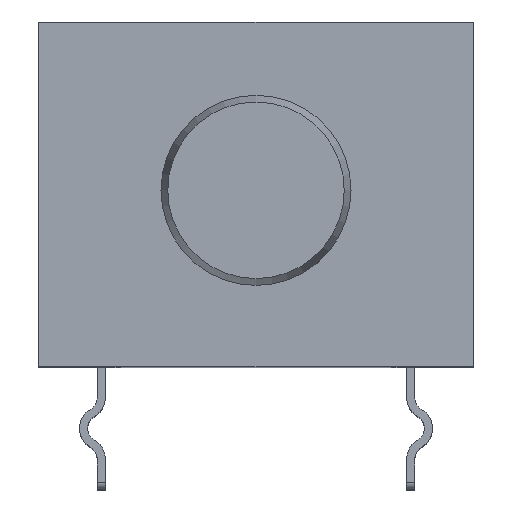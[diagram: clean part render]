
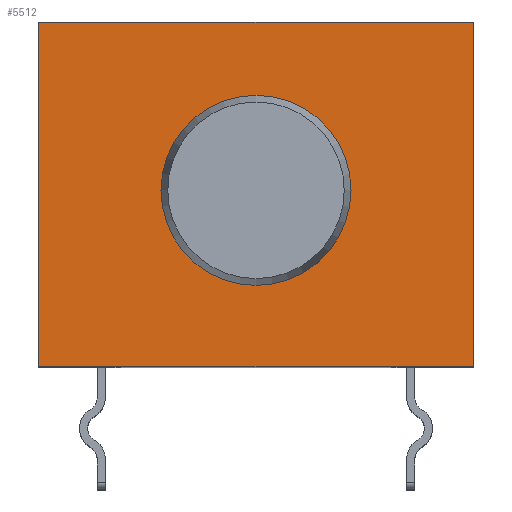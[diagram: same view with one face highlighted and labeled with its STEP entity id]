
A CAD part, top view. The second image highlights one B-rep face of the part: STEP entity #5512.
In plain terms, the highlighted planar face has unit normal (0, 0, 1).
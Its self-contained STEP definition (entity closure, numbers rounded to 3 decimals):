
#38=FACE_BOUND('',#662,.T.);
#165=PLANE('',#5827);
#380=FACE_OUTER_BOUND('',#661,.T.);
#661=EDGE_LOOP('',(#4502,#4503,#4504,#4505));
#662=EDGE_LOOP('',(#4506));
#1132=LINE('',#8330,#1809);
#1201=LINE('',#8463,#1878);
#1209=LINE('',#8480,#1886);
#1213=LINE('',#8491,#1890);
#1809=VECTOR('',#6599,10.);
#1878=VECTOR('',#6754,10.);
#1886=VECTOR('',#6774,10.);
#1890=VECTOR('',#6788,10.);
#2185=CIRCLE('',#5824,3.5);
#2557=VERTEX_POINT('',#8327);
#2558=VERTEX_POINT('',#8329);
#2579=VERTEX_POINT('',#8462);
#2582=VERTEX_POINT('',#8479);
#2584=VERTEX_POINT('',#8485);
#3188=EDGE_CURVE('',#2558,#2557,#1132,.T.);
#3257=EDGE_CURVE('',#2579,#2558,#1201,.T.);
#3265=EDGE_CURVE('',#2582,#2579,#1209,.T.);
#3269=EDGE_CURVE('',#2584,#2584,#2185,.T.);
#3271=EDGE_CURVE('',#2557,#2582,#1213,.T.);
#4502=ORIENTED_EDGE('',*,*,#3188,.T.);
#4503=ORIENTED_EDGE('',*,*,#3271,.T.);
#4504=ORIENTED_EDGE('',*,*,#3265,.T.);
#4505=ORIENTED_EDGE('',*,*,#3257,.T.);
#4506=ORIENTED_EDGE('',*,*,#3269,.T.);
#5512=ADVANCED_FACE('',(#380,#38),#165,.T.);
#5824=AXIS2_PLACEMENT_3D('',#8487,#6781,#6782);
#5827=AXIS2_PLACEMENT_3D('',#8492,#6789,#6790);
#6599=DIRECTION('',(1.,0.,0.));
#6754=DIRECTION('',(0.,-1.,0.));
#6774=DIRECTION('',(-1.,0.,0.));
#6781=DIRECTION('center_axis',(0.,0.,-1.));
#6782=DIRECTION('ref_axis',(1.,0.,0.));
#6788=DIRECTION('',(0.,1.,0.));
#6789=DIRECTION('center_axis',(0.,0.,1.));
#6790=DIRECTION('ref_axis',(1.,0.,0.));
#8327=CARTESIAN_POINT('',(8.,-6.5,23.4));
#8329=CARTESIAN_POINT('',(-8.,-6.5,23.4));
#8330=CARTESIAN_POINT('',(8.,-6.5,23.4));
#8462=CARTESIAN_POINT('',(-8.,6.2,23.4));
#8463=CARTESIAN_POINT('',(-8.,-6.5,23.4));
#8479=CARTESIAN_POINT('',(8.,6.2,23.4));
#8480=CARTESIAN_POINT('',(-8.,6.2,23.4));
#8485=CARTESIAN_POINT('',(-3.5,0.,23.4));
#8487=CARTESIAN_POINT('Origin',(0.,0.,23.4));
#8491=CARTESIAN_POINT('',(8.,6.2,23.4));
#8492=CARTESIAN_POINT('Origin',(0.,-0.15,23.4));
